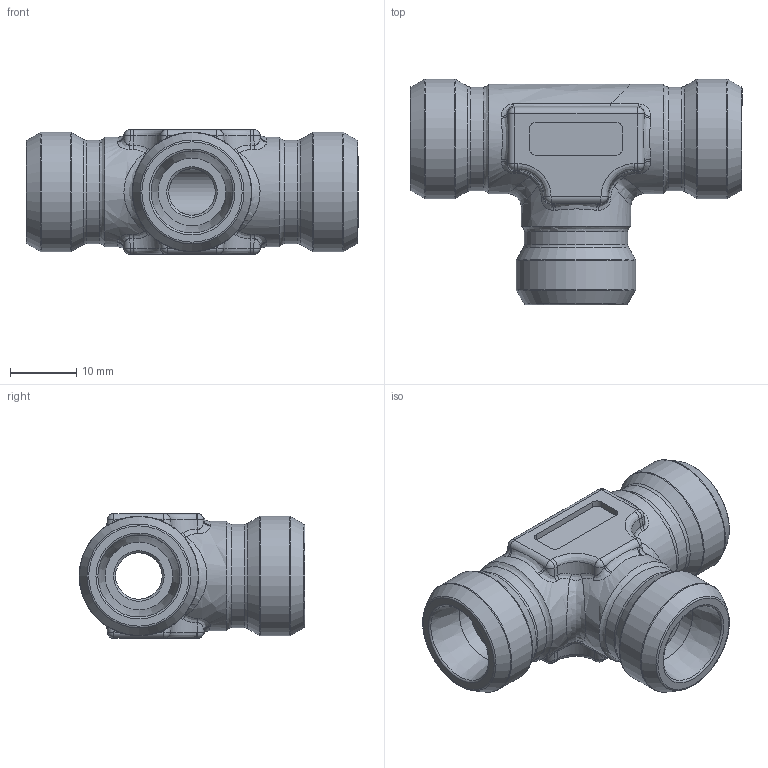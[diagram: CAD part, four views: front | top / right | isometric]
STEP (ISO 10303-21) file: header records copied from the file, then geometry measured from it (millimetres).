
FILE_DESCRIPTION(/* description */ (''),/* implementation_level */ '2;1');
FILE_NAME(/* name */ 'X-TV10.stp',/* time_stamp */ '2025-01-16T13:10:19+01:00',/* author */ (''),/* organization */ (''),/* preprocessor_version */ 'ST-DEVELOPER v16',/* originating_system */ 'SIEMENS PLM Software NX 10.0',/* authorisation */ '');
FILE_SCHEMA (('AP203_CONFIGURATION_CONTROLLED_3D_DESIGN_OF_MECHANICAL_PARTS_AND_ASSEMBLIES_MIM_LF { 1 0 10303 403 2 1 2}'));
Length unit declared in the file: millimetre
Products named in the file (1): nwer41844EE6664n
Bounding box: 50 x 34 x 18.8 mm (x, y, z)
Volume: 11643.8 mm3; surface area: 5961.1 mm2
Topology: 1 solids, 1 shells, 268 faces, 657 edges, 388 vertices
Faces by surface type: plane 112, bspline 58, cylinder 56, torus 18, sphere 12, cone 12
Full cylindrical faces by diameter (mm): 7 x2, 10.195 x3, 15.6 x3, 16.5 x1, 18 x3
Entity records: 8816 total; most frequent: CARTESIAN_POINT 3350, ORIENTED_EDGE 1176, DIRECTION 955, EDGE_CURVE 588, AXIS2_PLACEMENT_3D 389, VERTEX_POINT 376, EDGE_LOOP 326, ADVANCED_FACE 268
